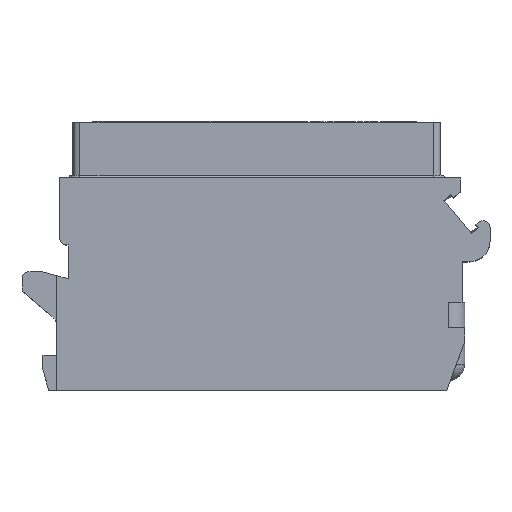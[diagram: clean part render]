
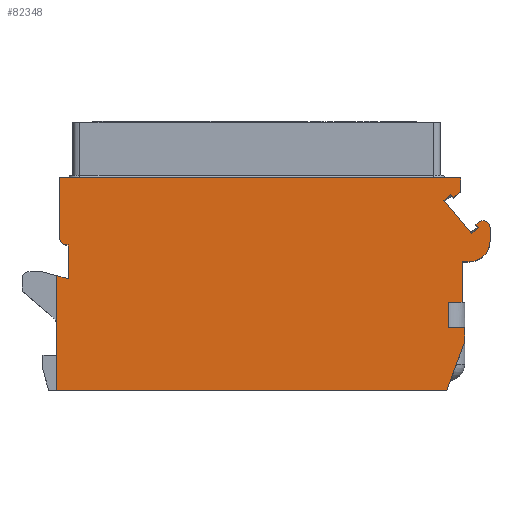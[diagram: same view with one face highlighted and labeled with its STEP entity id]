
A CAD part, top view. The second image highlights one B-rep face of the part: STEP entity #82348.
In plain terms, the highlighted planar face has unit normal (0, 0, 1).
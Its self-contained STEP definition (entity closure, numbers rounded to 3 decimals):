
#98=DIRECTION('',(0.643,-0.766,0.));
#99=VECTOR('',#98,0.3);
#100=CARTESIAN_POINT('',(15.698,11.873,7.));
#101=LINE('',#100,#99);
#102=DIRECTION('',(0.766,0.643,0.));
#103=VECTOR('',#102,0.236);
#104=CARTESIAN_POINT('',(15.698,11.873,7.));
#105=LINE('',#104,#103);
#106=DIRECTION('',(0.,1.,0.));
#107=VECTOR('',#106,0.942);
#108=CARTESIAN_POINT('',(16.7,10.7,7.));
#109=LINE('',#108,#107);
#110=DIRECTION('',(-1.,0.,0.));
#111=VECTOR('',#110,0.5);
#112=CARTESIAN_POINT('',(15.2,9.2,7.));
#113=LINE('',#112,#111);
#114=DIRECTION('',(0.,-1.,0.));
#115=VECTOR('',#114,2.9);
#116=CARTESIAN_POINT('',(14.7,9.2,7.));
#117=LINE('',#116,#115);
#118=DIRECTION('',(-1.,0.,0.));
#119=VECTOR('',#118,1.);
#120=CARTESIAN_POINT('',(14.7,6.3,7.));
#121=LINE('',#120,#119);
#122=DIRECTION('',(0.,-1.,0.));
#123=VECTOR('',#122,1.8);
#124=CARTESIAN_POINT('',(13.7,6.3,7.));
#125=LINE('',#124,#123);
#126=DIRECTION('',(1.,0.,0.));
#127=VECTOR('',#126,1.2);
#128=CARTESIAN_POINT('',(13.7,4.5,7.));
#129=LINE('',#128,#127);
#130=DIRECTION('',(0.,-1.,0.));
#131=VECTOR('',#130,1.);
#132=CARTESIAN_POINT('',(14.9,4.5,7.));
#133=LINE('',#132,#131);
#134=DIRECTION('',(-0.348,-0.937,0.));
#135=VECTOR('',#134,3.734);
#136=CARTESIAN_POINT('',(14.9,3.5,7.));
#137=LINE('',#136,#135);
#138=DIRECTION('',(1.,0.,0.));
#139=VECTOR('',#138,27.9);
#140=CARTESIAN_POINT('',(-14.3,0.,7.));
#141=LINE('',#140,#139);
#142=DIRECTION('',(0.966,-0.259,0.));
#143=VECTOR('',#142,0.828);
#144=CARTESIAN_POINT('',(-14.3,8.205,7.));
#145=LINE('',#144,#143);
#146=DIRECTION('',(0.,1.,0.));
#147=VECTOR('',#146,2.409);
#148=CARTESIAN_POINT('',(-13.5,7.991,7.));
#149=LINE('',#148,#147);
#150=DIRECTION('',(-1.,0.,0.));
#151=VECTOR('',#150,0.1);
#152=CARTESIAN_POINT('',(-13.5,10.4,7.));
#153=LINE('',#152,#151);
#154=CARTESIAN_POINT('',(-13.6,10.9,7.));
#155=DIRECTION('',(0.,0.,1.));
#156=DIRECTION('',(-1.,0.,0.));
#157=AXIS2_PLACEMENT_3D('',#154,#155,#156);
#159=DIRECTION('',(0.,-1.,0.));
#160=VECTOR('',#159,4.3);
#161=CARTESIAN_POINT('',(-14.1,15.2,7.));
#162=LINE('',#161,#160);
#163=DIRECTION('',(-1.,0.,0.));
#164=VECTOR('',#163,28.7);
#165=CARTESIAN_POINT('',(14.6,15.2,7.));
#166=LINE('',#165,#164);
#167=DIRECTION('',(0.,-1.,0.));
#168=VECTOR('',#167,0.985);
#169=CARTESIAN_POINT('',(14.6,15.2,7.));
#170=LINE('',#169,#168);
#171=DIRECTION('',(-0.766,-0.643,0.));
#172=VECTOR('',#171,0.665);
#173=CARTESIAN_POINT('',(14.6,14.215,7.));
#174=LINE('',#173,#172);
#175=DIRECTION('',(0.643,-0.766,0.));
#176=VECTOR('',#175,0.3);
#177=CARTESIAN_POINT('',(13.898,14.018,7.));
#178=LINE('',#177,#176);
#179=DIRECTION('',(0.643,-0.766,0.));
#180=VECTOR('',#179,3.1);
#181=CARTESIAN_POINT('',(13.4,13.6,7.));
#182=LINE('',#181,#180);
#195=CARTESIAN_POINT('',(16.2,11.642,7.));
#196=DIRECTION('',(0.,0.,1.));
#197=DIRECTION('',(1.,0.,0.));
#198=AXIS2_PLACEMENT_3D('',#195,#196,#197);
#222=CARTESIAN_POINT('',(15.2,10.7,7.));
#223=DIRECTION('',(0.,0.,-1.));
#224=DIRECTION('',(1.,0.,0.));
#225=AXIS2_PLACEMENT_3D('',#222,#223,#224);
#452=DIRECTION('',(0.,-1.,0.));
#453=VECTOR('',#452,8.205);
#454=CARTESIAN_POINT('',(-14.3,8.205,7.));
#455=LINE('',#454,#453);
#668=DIRECTION('',(0.766,0.643,0.));
#669=VECTOR('',#668,0.65);
#670=CARTESIAN_POINT('',(13.4,13.6,7.));
#671=LINE('',#670,#669);
#692=DIRECTION('',(-0.766,-0.643,0.));
#693=VECTOR('',#692,0.65);
#694=CARTESIAN_POINT('',(15.891,11.643,7.));
#695=LINE('',#694,#693);
#67625=CARTESIAN_POINT('',(-13.5,7.991,7.));
#67626=CARTESIAN_POINT('',(-13.5,10.4,7.));
#67627=VERTEX_POINT('',#67625);
#67628=VERTEX_POINT('',#67626);
#67629=CARTESIAN_POINT('',(-14.1,10.9,7.));
#67630=CARTESIAN_POINT('',(-13.6,10.4,7.));
#67631=VERTEX_POINT('',#67629);
#67632=VERTEX_POINT('',#67630);
#67633=CARTESIAN_POINT('',(-14.1,15.2,7.));
#67634=VERTEX_POINT('',#67633);
#67635=CARTESIAN_POINT('',(-14.3,8.205,7.));
#67637=VERTEX_POINT('',#67635);
#67647=CARTESIAN_POINT('',(-14.3,0.,7.));
#67648=VERTEX_POINT('',#67647);
#67691=CARTESIAN_POINT('',(14.7,9.2,7.));
#67693=VERTEX_POINT('',#67691);
#67707=CARTESIAN_POINT('',(14.7,6.3,7.));
#67708=CARTESIAN_POINT('',(13.7,6.3,7.));
#67709=VERTEX_POINT('',#67707);
#67710=VERTEX_POINT('',#67708);
#67711=CARTESIAN_POINT('',(13.7,4.5,7.));
#67712=VERTEX_POINT('',#67711);
#67713=CARTESIAN_POINT('',(14.9,4.5,7.));
#67714=VERTEX_POINT('',#67713);
#67715=CARTESIAN_POINT('',(14.9,3.5,7.));
#67716=VERTEX_POINT('',#67715);
#67717=CARTESIAN_POINT('',(13.6,0.,7.));
#67718=VERTEX_POINT('',#67717);
#67720=CARTESIAN_POINT('',(16.7,10.7,7.));
#67722=VERTEX_POINT('',#67720);
#67724=CARTESIAN_POINT('',(15.2,9.2,7.));
#67726=VERTEX_POINT('',#67724);
#67748=CARTESIAN_POINT('',(14.6,15.2,7.));
#67749=CARTESIAN_POINT('',(14.6,14.215,7.));
#67750=VERTEX_POINT('',#67748);
#67751=VERTEX_POINT('',#67749);
#67753=CARTESIAN_POINT('',(16.7,11.642,7.));
#67755=VERTEX_POINT('',#67753);
#67757=CARTESIAN_POINT('',(15.879,12.025,7.));
#67759=VERTEX_POINT('',#67757);
#70028=CARTESIAN_POINT('',(15.393,11.225,7.));
#70030=VERTEX_POINT('',#70028);
#70038=CARTESIAN_POINT('',(13.4,13.6,7.));
#70039=VERTEX_POINT('',#70038);
#70044=CARTESIAN_POINT('',(14.091,13.788,7.));
#70045=VERTEX_POINT('',#70044);
#70047=CARTESIAN_POINT('',(13.898,14.018,7.));
#70049=VERTEX_POINT('',#70047);
#70054=CARTESIAN_POINT('',(15.698,11.873,7.));
#70055=VERTEX_POINT('',#70054);
#70056=CARTESIAN_POINT('',(15.891,11.643,7.));
#70058=VERTEX_POINT('',#70056);
#82290=CARTESIAN_POINT('',(0.,0.,7.));
#82291=DIRECTION('',(0.,0.,1.));
#82292=DIRECTION('',(1.,0.,0.));
#82293=AXIS2_PLACEMENT_3D('',#82290,#82291,#82292);
#82294=PLANE('',#82293);
#82295=ORIENTED_EDGE('',*,*,#82280,.F.);
#82297=ORIENTED_EDGE('',*,*,#82296,.T.);
#82299=ORIENTED_EDGE('',*,*,#82298,.F.);
#82301=ORIENTED_EDGE('',*,*,#82300,.F.);
#82303=ORIENTED_EDGE('',*,*,#82302,.T.);
#82305=ORIENTED_EDGE('',*,*,#82304,.T.);
#82307=ORIENTED_EDGE('',*,*,#82306,.T.);
#82309=ORIENTED_EDGE('',*,*,#82308,.T.);
#82311=ORIENTED_EDGE('',*,*,#82310,.T.);
#82313=ORIENTED_EDGE('',*,*,#82312,.T.);
#82315=ORIENTED_EDGE('',*,*,#82314,.T.);
#82317=ORIENTED_EDGE('',*,*,#82316,.T.);
#82319=ORIENTED_EDGE('',*,*,#82318,.F.);
#82321=ORIENTED_EDGE('',*,*,#82320,.F.);
#82323=ORIENTED_EDGE('',*,*,#82322,.T.);
#82325=ORIENTED_EDGE('',*,*,#82324,.T.);
#82327=ORIENTED_EDGE('',*,*,#82326,.T.);
#82329=ORIENTED_EDGE('',*,*,#82328,.F.);
#82331=ORIENTED_EDGE('',*,*,#82330,.F.);
#82333=ORIENTED_EDGE('',*,*,#82332,.F.);
#82335=ORIENTED_EDGE('',*,*,#82334,.T.);
#82337=ORIENTED_EDGE('',*,*,#82336,.T.);
#82339=ORIENTED_EDGE('',*,*,#82338,.F.);
#82341=ORIENTED_EDGE('',*,*,#82340,.F.);
#82343=ORIENTED_EDGE('',*,*,#82342,.T.);
#82345=ORIENTED_EDGE('',*,*,#82344,.F.);
#82346=EDGE_LOOP('',(#82295,#82297,#82299,#82301,#82303,#82305,#82307,#82309,
#82311,#82313,#82315,#82317,#82319,#82321,#82323,#82325,#82327,#82329,#82331,
#82333,#82335,#82337,#82339,#82341,#82343,#82345));
#82347=FACE_OUTER_BOUND('',#82346,.F.);
#82348=ADVANCED_FACE('',(#82347),#82294,.T.);
#158=CIRCLE('',#157,0.5);
#199=CIRCLE('',#198,0.5);
#226=CIRCLE('',#225,1.5);
#82280=EDGE_CURVE('',#70055,#70058,#101,.T.);
#82296=EDGE_CURVE('',#70055,#67759,#105,.T.);
#82298=EDGE_CURVE('',#67755,#67759,#199,.T.);
#82300=EDGE_CURVE('',#67722,#67755,#109,.T.);
#82302=EDGE_CURVE('',#67722,#67726,#226,.T.);
#82304=EDGE_CURVE('',#67726,#67693,#113,.T.);
#82306=EDGE_CURVE('',#67693,#67709,#117,.T.);
#82308=EDGE_CURVE('',#67709,#67710,#121,.T.);
#82310=EDGE_CURVE('',#67710,#67712,#125,.T.);
#82312=EDGE_CURVE('',#67712,#67714,#129,.T.);
#82314=EDGE_CURVE('',#67714,#67716,#133,.T.);
#82316=EDGE_CURVE('',#67716,#67718,#137,.T.);
#82318=EDGE_CURVE('',#67648,#67718,#141,.T.);
#82320=EDGE_CURVE('',#67637,#67648,#455,.T.);
#82322=EDGE_CURVE('',#67637,#67627,#145,.T.);
#82324=EDGE_CURVE('',#67627,#67628,#149,.T.);
#82326=EDGE_CURVE('',#67628,#67632,#153,.T.);
#82328=EDGE_CURVE('',#67631,#67632,#158,.T.);
#82330=EDGE_CURVE('',#67634,#67631,#162,.T.);
#82332=EDGE_CURVE('',#67750,#67634,#166,.T.);
#82334=EDGE_CURVE('',#67750,#67751,#170,.T.);
#82336=EDGE_CURVE('',#67751,#70045,#174,.T.);
#82338=EDGE_CURVE('',#70049,#70045,#178,.T.);
#82340=EDGE_CURVE('',#70039,#70049,#671,.T.);
#82342=EDGE_CURVE('',#70039,#70030,#182,.T.);
#82344=EDGE_CURVE('',#70058,#70030,#695,.T.);
